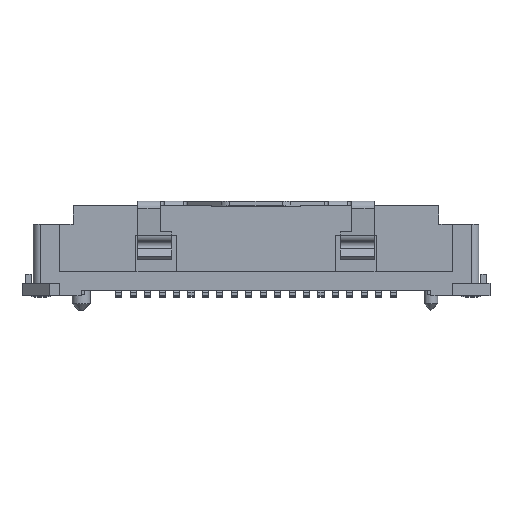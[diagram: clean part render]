
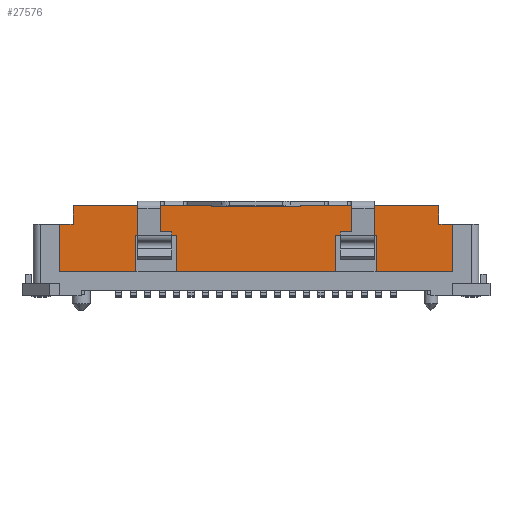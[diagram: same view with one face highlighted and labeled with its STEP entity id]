
A CAD part, top view. The second image highlights one B-rep face of the part: STEP entity #27576.
In plain terms, the highlighted planar face has unit normal (0, 0, 1).
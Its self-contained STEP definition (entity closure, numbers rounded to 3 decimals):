
#8713=DIRECTION('',(1.,0.,0.));
#8714=VECTOR('',#8713,1.);
#8715=CARTESIAN_POINT('',(4.2,1.975,2.4));
#8716=LINE('',#8715,#8714);
#8717=DIRECTION('',(0.,-1.,0.));
#8718=VECTOR('',#8717,0.8);
#8719=CARTESIAN_POINT('',(8.035,1.975,2.4));
#8720=LINE('',#8719,#8718);
#8721=DIRECTION('',(-1.,0.,0.));
#8722=VECTOR('',#8721,0.61);
#8723=CARTESIAN_POINT('',(8.645,1.175,2.4));
#8724=LINE('',#8723,#8722);
#8725=DIRECTION('',(0.,1.,0.));
#8726=VECTOR('',#8725,2.1);
#8727=CARTESIAN_POINT('',(8.645,-0.925,2.4));
#8728=LINE('',#8727,#8726);
#8729=DIRECTION('',(-1.,0.,0.));
#8730=VECTOR('',#8729,3.37);
#8731=CARTESIAN_POINT('',(8.645,-0.925,2.4));
#8732=LINE('',#8731,#8730);
#8733=DIRECTION('',(0.,1.,0.));
#8734=VECTOR('',#8733,1.6);
#8735=CARTESIAN_POINT('',(5.275,-0.925,2.4));
#8736=LINE('',#8735,#8734);
#8737=DIRECTION('',(1.,0.,0.));
#8738=VECTOR('',#8737,1.775);
#8739=CARTESIAN_POINT('',(3.5,0.675,2.4));
#8740=LINE('',#8739,#8738);
#8741=DIRECTION('',(0.,1.,0.));
#8742=VECTOR('',#8741,1.6);
#8743=CARTESIAN_POINT('',(3.5,-0.925,2.4));
#8744=LINE('',#8743,#8742);
#8745=DIRECTION('',(-1.,0.,0.));
#8746=VECTOR('',#8745,7.);
#8747=CARTESIAN_POINT('',(3.5,-0.925,2.4));
#8748=LINE('',#8747,#8746);
#8749=DIRECTION('',(0.,1.,0.));
#8750=VECTOR('',#8749,1.6);
#8751=CARTESIAN_POINT('',(-3.5,-0.925,2.4));
#8752=LINE('',#8751,#8750);
#8753=DIRECTION('',(1.,0.,0.));
#8754=VECTOR('',#8753,1.775);
#8755=CARTESIAN_POINT('',(-5.275,0.675,2.4));
#8756=LINE('',#8755,#8754);
#8757=DIRECTION('',(0.,1.,0.));
#8758=VECTOR('',#8757,1.6);
#8759=CARTESIAN_POINT('',(-5.275,-0.925,2.4));
#8760=LINE('',#8759,#8758);
#8761=DIRECTION('',(-1.,0.,0.));
#8762=VECTOR('',#8761,3.37);
#8763=CARTESIAN_POINT('',(-5.275,-0.925,2.4));
#8764=LINE('',#8763,#8762);
#8765=DIRECTION('',(0.,1.,0.));
#8766=VECTOR('',#8765,2.1);
#8767=CARTESIAN_POINT('',(-8.645,-0.925,2.4));
#8768=LINE('',#8767,#8766);
#8769=DIRECTION('',(1.,0.,0.));
#8770=VECTOR('',#8769,0.61);
#8771=CARTESIAN_POINT('',(-8.645,1.175,2.4));
#8772=LINE('',#8771,#8770);
#8773=DIRECTION('',(0.,-1.,0.));
#8774=VECTOR('',#8773,0.8);
#8775=CARTESIAN_POINT('',(-8.035,1.975,2.4));
#8776=LINE('',#8775,#8774);
#8777=DIRECTION('',(-1.,0.,0.));
#8778=VECTOR('',#8777,1.);
#8779=CARTESIAN_POINT('',(-4.2,1.975,2.4));
#8780=LINE('',#8779,#8778);
#8781=DIRECTION('',(0.,-1.,0.));
#8782=VECTOR('',#8781,0.005);
#8783=CARTESIAN_POINT('',(-1.959,1.975,2.4));
#8784=LINE('',#8783,#8782);
#8785=DIRECTION('',(-1.,0.,0.));
#8786=VECTOR('',#8785,3.917);
#8787=CARTESIAN_POINT('',(1.959,1.97,2.4));
#8788=LINE('',#8787,#8786);
#8789=DIRECTION('',(0.,-1.,0.));
#8790=VECTOR('',#8789,0.005);
#8791=CARTESIAN_POINT('',(1.959,1.975,2.4));
#8792=LINE('',#8791,#8790);
#8997=DIRECTION('',(-1.,0.,0.));
#8998=VECTOR('',#8997,2.241);
#8999=CARTESIAN_POINT('',(-1.959,1.975,2.4));
#9000=LINE('',#8999,#8998);
#9001=DIRECTION('',(-1.,0.,0.));
#9002=VECTOR('',#9001,2.835);
#9003=CARTESIAN_POINT('',(-5.2,1.975,2.4));
#9004=LINE('',#9003,#9002);
#9029=DIRECTION('',(-1.,0.,0.));
#9030=VECTOR('',#9029,2.835);
#9031=CARTESIAN_POINT('',(8.035,1.975,2.4));
#9032=LINE('',#9031,#9030);
#9041=DIRECTION('',(-1.,0.,0.));
#9042=VECTOR('',#9041,2.241);
#9043=CARTESIAN_POINT('',(4.2,1.975,2.4));
#9044=LINE('',#9043,#9042);
#11721=CARTESIAN_POINT('',(8.035,1.975,2.4));
#11722=CARTESIAN_POINT('',(8.035,1.175,2.4));
#11723=VERTEX_POINT('',#11721);
#11724=VERTEX_POINT('',#11722);
#11725=CARTESIAN_POINT('',(-8.035,1.975,2.4));
#11726=CARTESIAN_POINT('',(-8.035,1.175,2.4));
#11727=VERTEX_POINT('',#11725);
#11728=VERTEX_POINT('',#11726);
#11741=CARTESIAN_POINT('',(8.645,1.175,2.4));
#11742=VERTEX_POINT('',#11741);
#11743=CARTESIAN_POINT('',(-8.645,1.175,2.4));
#11744=VERTEX_POINT('',#11743);
#11877=CARTESIAN_POINT('',(-8.645,-0.925,2.4));
#11878=VERTEX_POINT('',#11877);
#11879=CARTESIAN_POINT('',(8.645,-0.925,2.4));
#11880=VERTEX_POINT('',#11879);
#12395=CARTESIAN_POINT('',(-5.275,-0.925,2.4));
#12397=VERTEX_POINT('',#12395);
#12401=CARTESIAN_POINT('',(-3.5,-0.925,2.4));
#12402=VERTEX_POINT('',#12401);
#12403=CARTESIAN_POINT('',(3.5,-0.925,2.4));
#12405=VERTEX_POINT('',#12403);
#12409=CARTESIAN_POINT('',(5.275,-0.925,2.4));
#12410=VERTEX_POINT('',#12409);
#12411=CARTESIAN_POINT('',(-5.275,0.675,2.4));
#12412=CARTESIAN_POINT('',(-3.5,0.675,2.4));
#12413=VERTEX_POINT('',#12411);
#12414=VERTEX_POINT('',#12412);
#12415=CARTESIAN_POINT('',(3.5,0.675,2.4));
#12416=CARTESIAN_POINT('',(5.275,0.675,2.4));
#12417=VERTEX_POINT('',#12415);
#12418=VERTEX_POINT('',#12416);
#12767=CARTESIAN_POINT('',(-1.959,1.975,2.4));
#12769=VERTEX_POINT('',#12767);
#12771=CARTESIAN_POINT('',(1.959,1.975,2.4));
#12773=VERTEX_POINT('',#12771);
#12779=CARTESIAN_POINT('',(-1.959,1.97,2.4));
#12780=VERTEX_POINT('',#12779);
#12781=CARTESIAN_POINT('',(1.959,1.97,2.4));
#12782=VERTEX_POINT('',#12781);
#13011=CARTESIAN_POINT('',(-5.2,1.975,2.4));
#13012=VERTEX_POINT('',#13011);
#13017=CARTESIAN_POINT('',(-4.2,1.975,2.4));
#13018=VERTEX_POINT('',#13017);
#13089=CARTESIAN_POINT('',(4.2,1.975,2.4));
#13090=CARTESIAN_POINT('',(5.2,1.975,2.4));
#13091=VERTEX_POINT('',#13089);
#13092=VERTEX_POINT('',#13090);
#27528=CARTESIAN_POINT('',(10.285,-0.925,2.4));
#27529=DIRECTION('',(0.,0.,-1.));
#27530=DIRECTION('',(0.,1.,0.));
#27531=AXIS2_PLACEMENT_3D('',#27528,#27529,#27530);
#27532=PLANE('',#27531);
#27534=ORIENTED_EDGE('',*,*,#27533,.T.);
#27536=ORIENTED_EDGE('',*,*,#27535,.F.);
#27538=ORIENTED_EDGE('',*,*,#27537,.T.);
#27539=ORIENTED_EDGE('',*,*,#16113,.F.);
#27541=ORIENTED_EDGE('',*,*,#27540,.F.);
#27542=ORIENTED_EDGE('',*,*,#27500,.T.);
#27544=ORIENTED_EDGE('',*,*,#27543,.T.);
#27546=ORIENTED_EDGE('',*,*,#27545,.F.);
#27548=ORIENTED_EDGE('',*,*,#27547,.F.);
#27549=ORIENTED_EDGE('',*,*,#27493,.T.);
#27551=ORIENTED_EDGE('',*,*,#27550,.T.);
#27553=ORIENTED_EDGE('',*,*,#27552,.F.);
#27554=ORIENTED_EDGE('',*,*,#27519,.F.);
#27555=ORIENTED_EDGE('',*,*,#27508,.T.);
#27557=ORIENTED_EDGE('',*,*,#27556,.T.);
#27558=ORIENTED_EDGE('',*,*,#16033,.T.);
#27560=ORIENTED_EDGE('',*,*,#27559,.F.);
#27562=ORIENTED_EDGE('',*,*,#27561,.F.);
#27564=ORIENTED_EDGE('',*,*,#27563,.F.);
#27566=ORIENTED_EDGE('',*,*,#27565,.F.);
#27568=ORIENTED_EDGE('',*,*,#27567,.T.);
#27569=ORIENTED_EDGE('',*,*,#26971,.F.);
#27571=ORIENTED_EDGE('',*,*,#27570,.F.);
#27573=ORIENTED_EDGE('',*,*,#27572,.F.);
#27574=EDGE_LOOP('',(#27534,#27536,#27538,#27539,#27541,#27542,#27544,#27546,
#27548,#27549,#27551,#27553,#27554,#27555,#27557,#27558,#27560,#27562,#27564,
#27566,#27568,#27569,#27571,#27573));
#27575=FACE_OUTER_BOUND('',#27574,.F.);
#27576=ADVANCED_FACE('',(#27575),#27532,.F.);
#16033=EDGE_CURVE('',#11744,#11728,#8772,.T.);
#16113=EDGE_CURVE('',#11742,#11724,#8724,.T.);
#26971=EDGE_CURVE('',#12782,#12780,#8788,.T.);
#27493=EDGE_CURVE('',#12405,#12402,#8748,.T.);
#27500=EDGE_CURVE('',#11880,#12410,#8732,.T.);
#27508=EDGE_CURVE('',#12397,#11878,#8764,.T.);
#27519=EDGE_CURVE('',#12397,#12413,#8760,.T.);
#27533=EDGE_CURVE('',#13091,#13092,#8716,.T.);
#27535=EDGE_CURVE('',#11723,#13092,#9032,.T.);
#27537=EDGE_CURVE('',#11723,#11724,#8720,.T.);
#27540=EDGE_CURVE('',#11880,#11742,#8728,.T.);
#27543=EDGE_CURVE('',#12410,#12418,#8736,.T.);
#27545=EDGE_CURVE('',#12417,#12418,#8740,.T.);
#27547=EDGE_CURVE('',#12405,#12417,#8744,.T.);
#27550=EDGE_CURVE('',#12402,#12414,#8752,.T.);
#27552=EDGE_CURVE('',#12413,#12414,#8756,.T.);
#27556=EDGE_CURVE('',#11878,#11744,#8768,.T.);
#27559=EDGE_CURVE('',#11727,#11728,#8776,.T.);
#27561=EDGE_CURVE('',#13012,#11727,#9004,.T.);
#27563=EDGE_CURVE('',#13018,#13012,#8780,.T.);
#27565=EDGE_CURVE('',#12769,#13018,#9000,.T.);
#27567=EDGE_CURVE('',#12769,#12780,#8784,.T.);
#27570=EDGE_CURVE('',#12773,#12782,#8792,.T.);
#27572=EDGE_CURVE('',#13091,#12773,#9044,.T.);
